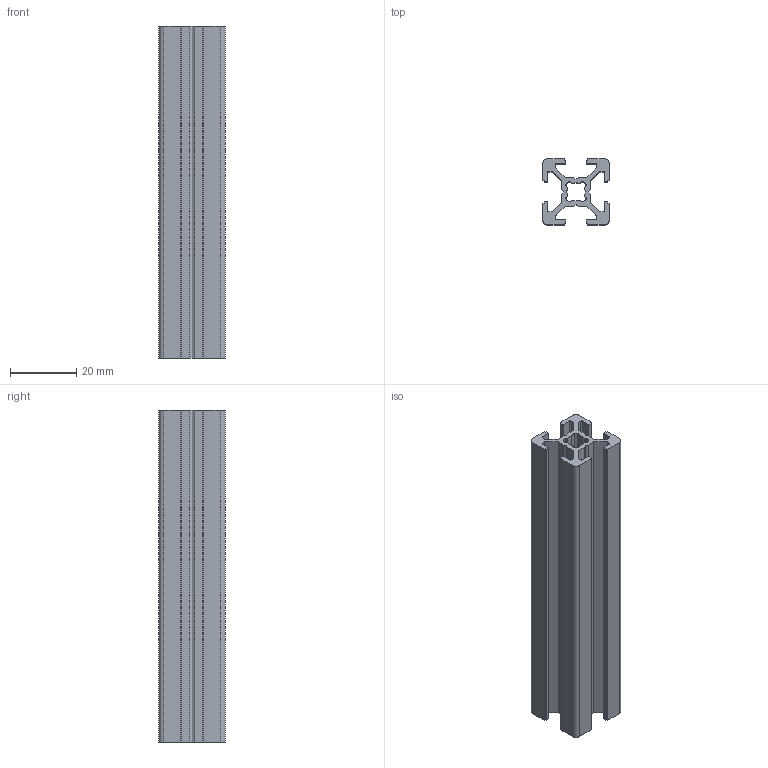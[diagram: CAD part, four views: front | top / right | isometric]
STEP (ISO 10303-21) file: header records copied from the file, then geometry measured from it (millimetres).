
FILE_DESCRIPTION (( 'STEP AP203' ), '1' );
FILE_NAME ('Äåòàëü2.STEP', '2015-06-07T05:18:55', ( 'Advo' ), ( '' ), 'SwSTEP 2.0', 'SolidWorks 2012', '' );
FILE_SCHEMA (( 'CONFIG_CONTROL_DESIGN' ));
Length unit declared in the file: millimetre
Products named in the file (1): 櫻蠉錪2
Bounding box: 20 x 20 x 100 mm (x, y, z)
Volume: 15583.7 mm3; surface area: 18470.4 mm2
Topology: 1 solids, 1 shells, 123 faces, 363 edges, 242 vertices
Faces by surface type: plane 82, cylinder 41
Entity records: 4180 total; most frequent: CARTESIAN_POINT 729, ORIENTED_EDGE 726, DIRECTION 693, EDGE_CURVE 363, VECTOR 281, LINE 281, VERTEX_POINT 242, AXIS2_PLACEMENT_3D 206
